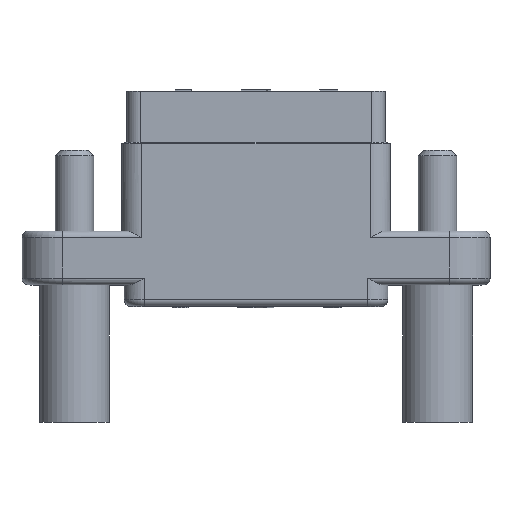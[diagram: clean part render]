
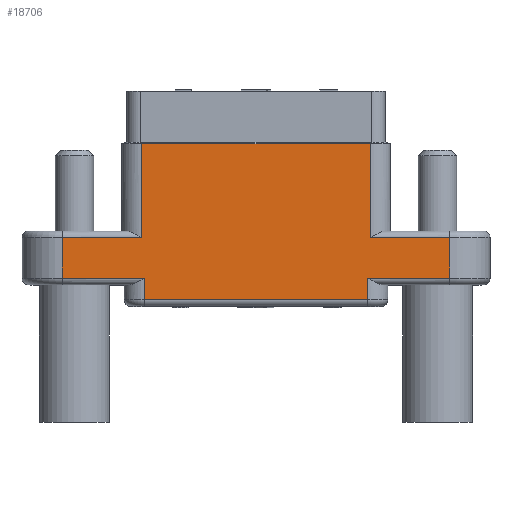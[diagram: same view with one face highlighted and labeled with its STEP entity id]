
A CAD part, top view. The second image highlights one B-rep face of the part: STEP entity #18706.
In plain terms, the highlighted planar face has unit normal (0, 0, 1).
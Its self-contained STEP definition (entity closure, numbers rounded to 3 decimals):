
#200=DIRECTION('',(-1.,0.,0.));
#201=VECTOR('',#200,6.1);
#202=CARTESIAN_POINT('',(-8.3,0.5,5.15));
#203=LINE('',#202,#201);
#315=DIRECTION('',(1.,0.,0.));
#316=VECTOR('',#315,5.9);
#317=CARTESIAN_POINT('',(-14.4,3.5,5.15));
#318=LINE('',#317,#316);
#339=DIRECTION('',(0.,-1.,0.));
#340=VECTOR('',#339,7.);
#341=CARTESIAN_POINT('',(-8.5,10.5,5.15));
#342=LINE('',#341,#340);
#375=DIRECTION('',(1.,0.,0.));
#376=VECTOR('',#375,17.);
#377=CARTESIAN_POINT('',(-8.5,10.5,5.15));
#378=LINE('',#377,#376);
#432=DIRECTION('',(0.,1.,0.));
#433=VECTOR('',#432,7.);
#434=CARTESIAN_POINT('',(8.5,3.5,5.15));
#435=LINE('',#434,#433);
#535=DIRECTION('',(-1.,0.,0.));
#536=VECTOR('',#535,6.1);
#537=CARTESIAN_POINT('',(14.4,0.5,5.15));
#538=LINE('',#537,#536);
#578=DIRECTION('',(0.,-1.,0.));
#579=VECTOR('',#578,3.);
#580=CARTESIAN_POINT('',(14.4,3.5,5.15));
#581=LINE('',#580,#579);
#627=DIRECTION('',(1.,0.,0.));
#628=VECTOR('',#627,5.9);
#629=CARTESIAN_POINT('',(8.5,3.5,5.15));
#630=LINE('',#629,#628);
#642=DIRECTION('',(0.,1.,0.));
#643=VECTOR('',#642,1.6);
#644=CARTESIAN_POINT('',(8.3,-1.1,5.15));
#645=LINE('',#644,#643);
#1487=DIRECTION('',(0.,-1.,0.));
#1488=VECTOR('',#1487,1.6);
#1489=CARTESIAN_POINT('',(-8.3,0.5,5.15));
#1490=LINE('',#1489,#1488);
#1499=DIRECTION('',(-1.,0.,0.));
#1500=VECTOR('',#1499,16.6);
#1501=CARTESIAN_POINT('',(8.3,-1.1,5.15));
#1502=LINE('',#1501,#1500);
#14457=DIRECTION('',(0.,-1.,0.));
#14458=VECTOR('',#14457,3.);
#14459=CARTESIAN_POINT('',(-14.4,3.5,5.15));
#14460=LINE('',#14459,#14458);
#14726=CARTESIAN_POINT('',(8.5,10.5,5.15));
#14728=VERTEX_POINT('',#14726);
#14742=CARTESIAN_POINT('',(-8.5,10.5,5.15));
#14743=VERTEX_POINT('',#14742);
#15046=CARTESIAN_POINT('',(-14.4,3.5,5.15));
#15047=CARTESIAN_POINT('',(-8.5,3.5,5.15));
#15048=VERTEX_POINT('',#15046);
#15049=VERTEX_POINT('',#15047);
#15088=CARTESIAN_POINT('',(14.4,3.5,5.15));
#15089=VERTEX_POINT('',#15088);
#15092=CARTESIAN_POINT('',(8.5,3.5,5.15));
#15093=VERTEX_POINT('',#15092);
#15094=CARTESIAN_POINT('',(14.4,0.5,5.15));
#15095=CARTESIAN_POINT('',(8.3,0.5,5.15));
#15096=VERTEX_POINT('',#15094);
#15097=VERTEX_POINT('',#15095);
#15136=CARTESIAN_POINT('',(-14.4,0.5,5.15));
#15137=VERTEX_POINT('',#15136);
#15138=CARTESIAN_POINT('',(-8.3,0.5,5.15));
#15139=VERTEX_POINT('',#15138);
#15154=CARTESIAN_POINT('',(8.3,-1.1,5.15));
#15155=VERTEX_POINT('',#15154);
#15158=CARTESIAN_POINT('',(-8.3,-1.1,5.15));
#15159=VERTEX_POINT('',#15158);
#18677=CARTESIAN_POINT('',(-17.4,0.,5.15));
#18678=DIRECTION('',(0.,0.,1.));
#18679=DIRECTION('',(1.,0.,0.));
#18680=AXIS2_PLACEMENT_3D('',#18677,#18678,#18679);
#18681=PLANE('',#18680);
#18682=ORIENTED_EDGE('',*,*,#18667,.T.);
#18684=ORIENTED_EDGE('',*,*,#18683,.F.);
#18686=ORIENTED_EDGE('',*,*,#18685,.T.);
#18688=ORIENTED_EDGE('',*,*,#18687,.F.);
#18690=ORIENTED_EDGE('',*,*,#18689,.T.);
#18692=ORIENTED_EDGE('',*,*,#18691,.T.);
#18694=ORIENTED_EDGE('',*,*,#18693,.T.);
#18696=ORIENTED_EDGE('',*,*,#18695,.F.);
#18698=ORIENTED_EDGE('',*,*,#18697,.T.);
#18700=ORIENTED_EDGE('',*,*,#18699,.F.);
#18701=ORIENTED_EDGE('',*,*,#18524,.T.);
#18703=ORIENTED_EDGE('',*,*,#18702,.F.);
#18704=EDGE_LOOP('',(#18682,#18684,#18686,#18688,#18690,#18692,#18694,#18696,
#18698,#18700,#18701,#18703));
#18705=FACE_OUTER_BOUND('',#18704,.F.);
#18706=ADVANCED_FACE('',(#18705),#18681,.T.);
#18524=EDGE_CURVE('',#15139,#15137,#203,.T.);
#18667=EDGE_CURVE('',#15048,#15049,#318,.T.);
#18683=EDGE_CURVE('',#14743,#15049,#342,.T.);
#18685=EDGE_CURVE('',#14743,#14728,#378,.T.);
#18687=EDGE_CURVE('',#15093,#14728,#435,.T.);
#18689=EDGE_CURVE('',#15093,#15089,#630,.T.);
#18691=EDGE_CURVE('',#15089,#15096,#581,.T.);
#18693=EDGE_CURVE('',#15096,#15097,#538,.T.);
#18695=EDGE_CURVE('',#15155,#15097,#645,.T.);
#18697=EDGE_CURVE('',#15155,#15159,#1502,.T.);
#18699=EDGE_CURVE('',#15139,#15159,#1490,.T.);
#18702=EDGE_CURVE('',#15048,#15137,#14460,.T.);
